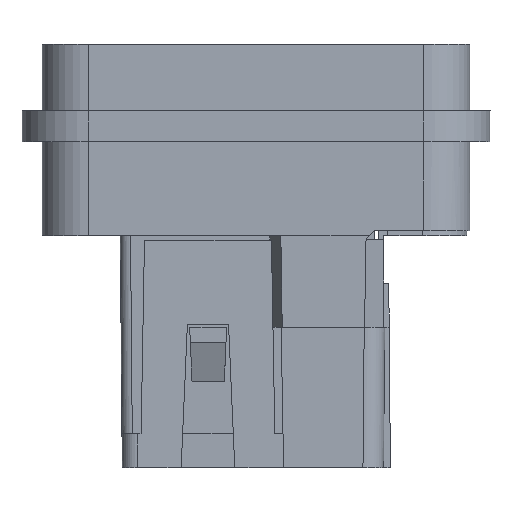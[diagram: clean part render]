
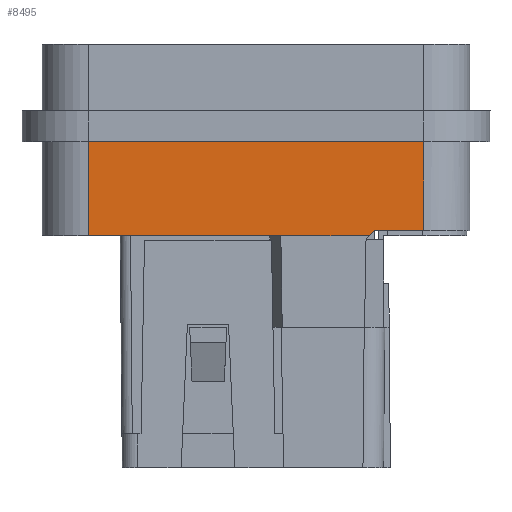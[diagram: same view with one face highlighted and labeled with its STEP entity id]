
A CAD part, left-side view. The second image highlights one B-rep face of the part: STEP entity #8495.
In plain terms, the highlighted planar face has unit normal (-1, 0, 0).
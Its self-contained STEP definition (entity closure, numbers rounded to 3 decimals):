
#8453=AXIS2_PLACEMENT_3D('Plane Axis2P3D',#8450,#8451,#8452) ;
#398=CARTESIAN_POINT('Vertex',(1.95,6.45,31.7)) ;
#440=CARTESIAN_POINT('Vertex',(1.95,39.05,31.7)) ;
#443=CARTESIAN_POINT('Line Origine',(1.95,22.75,31.7)) ;
#6912=CARTESIAN_POINT('Vertex',(1.95,20.337,22.55)) ;
#6915=CARTESIAN_POINT('Line Origine',(1.95,29.693,22.55)) ;
#6919=CARTESIAN_POINT('Vertex',(1.95,39.05,22.55)) ;
#8450=CARTESIAN_POINT('Axis2P3D Location',(1.95,43.55,22.6)) ;
#8455=CARTESIAN_POINT('Line Origine',(1.95,39.05,27.125)) ;
#8460=CARTESIAN_POINT('Line Origine',(1.95,16.044,22.55)) ;
#8464=CARTESIAN_POINT('Vertex',(1.95,11.75,22.55)) ;
#8467=CARTESIAN_POINT('Line Origine',(1.95,11.5,22.8)) ;
#8471=CARTESIAN_POINT('Vertex',(1.95,11.25,23.05)) ;
#8474=CARTESIAN_POINT('Line Origine',(1.95,8.85,23.05)) ;
#8478=CARTESIAN_POINT('Vertex',(1.95,6.45,23.05)) ;
#8481=CARTESIAN_POINT('Line Origine',(1.95,6.45,27.375)) ;
#444=DIRECTION('Vector Direction',(0.,-1.,0.)) ;
#6916=DIRECTION('Vector Direction',(0.,1.,0.)) ;
#8451=DIRECTION('Axis2P3D Direction',(1.,0.,0.)) ;
#8452=DIRECTION('Axis2P3D XDirection',(0.,-1.,0.)) ;
#8456=DIRECTION('Vector Direction',(0.,0.,1.)) ;
#8461=DIRECTION('Vector Direction',(0.,-1.,0.)) ;
#8468=DIRECTION('Vector Direction',(0.,-0.707,0.707)) ;
#8475=DIRECTION('Vector Direction',(0.,-1.,0.)) ;
#8482=DIRECTION('Vector Direction',(0.,0.,-1.)) ;
#445=VECTOR('Line Direction',#444,1.) ;
#6917=VECTOR('Line Direction',#6916,1.) ;
#8457=VECTOR('Line Direction',#8456,1.) ;
#8462=VECTOR('Line Direction',#8461,1.) ;
#8469=VECTOR('Line Direction',#8468,1.) ;
#8476=VECTOR('Line Direction',#8475,1.) ;
#8483=VECTOR('Line Direction',#8482,1.) ;
#8487=ORIENTED_EDGE('',*,*,#447,.T.) ;
#8488=ORIENTED_EDGE('',*,*,#8459,.F.) ;
#8489=ORIENTED_EDGE('',*,*,#6921,.F.) ;
#8490=ORIENTED_EDGE('',*,*,#8466,.T.) ;
#8491=ORIENTED_EDGE('',*,*,#8473,.T.) ;
#8492=ORIENTED_EDGE('',*,*,#8480,.T.) ;
#8493=ORIENTED_EDGE('',*,*,#8485,.F.) ;
#8495=ADVANCED_FACE('Hauptk\X2\00F6\X0\rper',(#8494),#8454,.F.) ;
#447=EDGE_CURVE('',#399,#441,#446,.F.) ;
#6921=EDGE_CURVE('',#6913,#6920,#6918,.T.) ;
#8459=EDGE_CURVE('',#6920,#441,#8458,.T.) ;
#8466=EDGE_CURVE('',#6913,#8465,#8463,.T.) ;
#8473=EDGE_CURVE('',#8465,#8472,#8470,.T.) ;
#8480=EDGE_CURVE('',#8472,#8479,#8477,.T.) ;
#8485=EDGE_CURVE('',#399,#8479,#8484,.T.) ;
#8486=EDGE_LOOP('',(#8487,#8488,#8489,#8490,#8491,#8492,#8493)) ;
#8494=FACE_OUTER_BOUND('',#8486,.T.) ;
#446=LINE('Line',#443,#445) ;
#6918=LINE('Line',#6915,#6917) ;
#8458=LINE('Line',#8455,#8457) ;
#8463=LINE('Line',#8460,#8462) ;
#8470=LINE('Line',#8467,#8469) ;
#8477=LINE('Line',#8474,#8476) ;
#8484=LINE('Line',#8481,#8483) ;
#8454=PLANE('',#8453) ;
#399=VERTEX_POINT('',#398) ;
#441=VERTEX_POINT('',#440) ;
#6913=VERTEX_POINT('',#6912) ;
#6920=VERTEX_POINT('',#6919) ;
#8465=VERTEX_POINT('',#8464) ;
#8472=VERTEX_POINT('',#8471) ;
#8479=VERTEX_POINT('',#8478) ;
